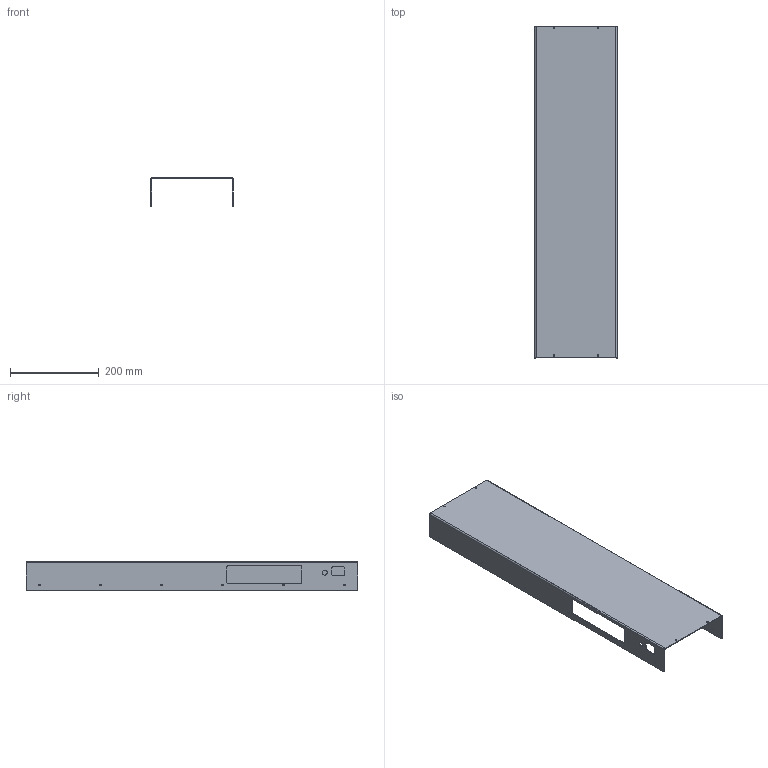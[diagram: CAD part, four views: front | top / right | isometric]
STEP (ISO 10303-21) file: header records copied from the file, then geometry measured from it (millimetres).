
FILE_DESCRIPTION (( 'STEP AP203' ), '1' );
FILE_NAME ('20220805_NAS/2D/STP/NAS_COVER.STEP', '2022-08-13T11:33:18', ( '' ), ( '' ), 'SwSTEP 2.0', 'SolidWorks 2020', '' );
FILE_SCHEMA (( 'CONFIG_CONTROL_DESIGN' ));
Length unit declared in the file: millimetre
Products named in the file (1): 20220805_NAS/2D/STP/NAS_COVER
Bounding box: 186 x 750 x 65 mm (x, y, z)
Volume: 449946.1 mm3; surface area: 455602.3 mm2
Topology: 1 solids, 1 shells, 68 faces, 198 edges, 132 vertices
Faces by surface type: cylinder 50, plane 18
Entity records: 2455 total; most frequent: DIRECTION 436, CARTESIAN_POINT 399, ORIENTED_EDGE 396, EDGE_CURVE 198, AXIS2_PLACEMENT_3D 169, VERTEX_POINT 132, EDGE_LOOP 106, CIRCLE 100
